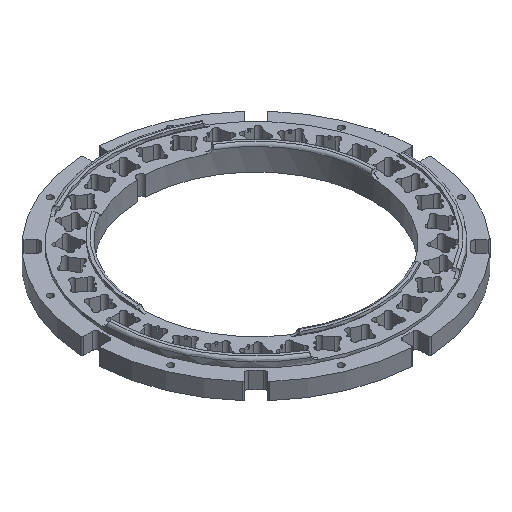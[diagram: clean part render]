
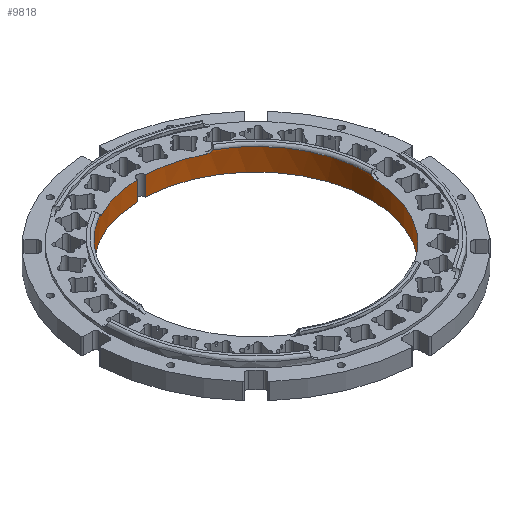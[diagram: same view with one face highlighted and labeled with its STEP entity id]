
A CAD part, isometric view. The second image highlights one B-rep face of the part: STEP entity #9818.
In plain terms, the highlighted cylindrical face has radius 83 mm (diameter 166 mm), a partial arc.
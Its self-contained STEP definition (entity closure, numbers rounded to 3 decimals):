
#38=B_SPLINE_CURVE_WITH_KNOTS('',3,(#14947,#14948,#14949,#14950,#14951,
#14952,#14953,#14954),.UNSPECIFIED.,.F.,.F.,(4,2,2,4),(1.406,
1.508,1.658,1.809),.UNSPECIFIED.);
#42=B_SPLINE_CURVE_WITH_KNOTS('',3,(#14989,#14990,#14991,#14992,#14993,
#14994,#14995,#14996),.UNSPECIFIED.,.F.,.F.,(4,2,2,4),(0.603,
0.754,0.905,1.006),.UNSPECIFIED.);
#58=B_SPLINE_CURVE_WITH_KNOTS('',3,(#15167,#15168,#15169,#15170,#15171,
#15172,#15173,#15174),.UNSPECIFIED.,.F.,.F.,(4,2,2,4),(1.406,
1.508,1.658,1.809),.UNSPECIFIED.);
#62=B_SPLINE_CURVE_WITH_KNOTS('',3,(#15209,#15210,#15211,#15212,#15213,
#15214,#15215,#15216),.UNSPECIFIED.,.F.,.F.,(4,2,2,4),(0.603,
0.754,0.905,1.006),.UNSPECIFIED.);
#78=B_SPLINE_CURVE_WITH_KNOTS('',3,(#15437,#15438,#15439,#15440,#15441,
#15442,#15443,#15444),.UNSPECIFIED.,.F.,.F.,(4,2,2,4),(1.406,
1.508,1.658,1.809),.UNSPECIFIED.);
#82=B_SPLINE_CURVE_WITH_KNOTS('',3,(#15479,#15480,#15481,#15482,#15483,
#15484,#15485,#15486),.UNSPECIFIED.,.F.,.F.,(4,2,2,4),(0.603,
0.754,0.905,1.006),.UNSPECIFIED.);
#887=FACE_OUTER_BOUND('',#1509,.T.);
#1509=EDGE_LOOP('',(#8747,#8748,#8749,#8750,#8751,#8752,#8753,#8754,#8755,
#8756,#8757,#8758,#8759,#8760,#8761,#8762));
#1583=LINE('',#13937,#2420);
#1584=LINE('',#13940,#2421);
#2420=VECTOR('',#10974,10.);
#2421=VECTOR('',#10977,10.);
#3265=CIRCLE('',#9916,83.);
#3267=CIRCLE('',#9918,83.);
#3269=CIRCLE('',#9920,83.);
#3271=CIRCLE('',#9922,83.);
#3518=CIRCLE('',#10170,83.);
#3524=CIRCLE('',#10189,83.);
#3536=CIRCLE('',#10213,83.);
#3549=CIRCLE('',#10242,83.);
#3803=VERTEX_POINT('',#13933);
#3804=VERTEX_POINT('',#13934);
#3805=VERTEX_POINT('',#13936);
#3806=VERTEX_POINT('',#13938);
#3819=VERTEX_POINT('',#13966);
#3822=VERTEX_POINT('',#13972);
#3823=VERTEX_POINT('',#13974);
#3826=VERTEX_POINT('',#13980);
#3827=VERTEX_POINT('',#13982);
#3830=VERTEX_POINT('',#13988);
#4272=VERTEX_POINT('',#14934);
#4276=VERTEX_POINT('',#14988);
#4296=VERTEX_POINT('',#15154);
#4300=VERTEX_POINT('',#15208);
#4321=VERTEX_POINT('',#15424);
#4325=VERTEX_POINT('',#15478);
#4766=EDGE_CURVE('',#3805,#3803,#1583,.T.);
#4768=EDGE_CURVE('',#3804,#3806,#1584,.T.);
#4781=EDGE_CURVE('',#3819,#3805,#3265,.T.);
#4785=EDGE_CURVE('',#3823,#3822,#3267,.T.);
#4789=EDGE_CURVE('',#3827,#3826,#3269,.T.);
#4793=EDGE_CURVE('',#3806,#3830,#3271,.T.);
#5224=EDGE_CURVE('',#3804,#3803,#3518,.T.);
#5237=EDGE_CURVE('',#3830,#4272,#38,.F.);
#5242=EDGE_CURVE('',#3827,#4276,#42,.T.);
#5265=EDGE_CURVE('',#3822,#4296,#58,.F.);
#5270=EDGE_CURVE('',#3819,#4300,#62,.T.);
#5286=EDGE_CURVE('',#4272,#4276,#3524,.T.);
#5298=EDGE_CURVE('',#4296,#4300,#3536,.T.);
#5318=EDGE_CURVE('',#3826,#4321,#78,.F.);
#5323=EDGE_CURVE('',#3823,#4325,#82,.T.);
#5339=EDGE_CURVE('',#4321,#4325,#3549,.T.);
#8747=ORIENTED_EDGE('',*,*,#4768,.T.);
#8748=ORIENTED_EDGE('',*,*,#4793,.T.);
#8749=ORIENTED_EDGE('',*,*,#5237,.T.);
#8750=ORIENTED_EDGE('',*,*,#5286,.T.);
#8751=ORIENTED_EDGE('',*,*,#5242,.F.);
#8752=ORIENTED_EDGE('',*,*,#4789,.T.);
#8753=ORIENTED_EDGE('',*,*,#5318,.T.);
#8754=ORIENTED_EDGE('',*,*,#5339,.T.);
#8755=ORIENTED_EDGE('',*,*,#5323,.F.);
#8756=ORIENTED_EDGE('',*,*,#4785,.T.);
#8757=ORIENTED_EDGE('',*,*,#5265,.T.);
#8758=ORIENTED_EDGE('',*,*,#5298,.T.);
#8759=ORIENTED_EDGE('',*,*,#5270,.F.);
#8760=ORIENTED_EDGE('',*,*,#4781,.T.);
#8761=ORIENTED_EDGE('',*,*,#4766,.T.);
#8762=ORIENTED_EDGE('',*,*,#5224,.F.);
#9327=CYLINDRICAL_SURFACE('',#10864,83.);
#9818=ADVANCED_FACE('',(#887),#9327,.F.);
#9916=AXIS2_PLACEMENT_3D('',#13967,#10998,#10999);
#9918=AXIS2_PLACEMENT_3D('',#13975,#11004,#11005);
#9920=AXIS2_PLACEMENT_3D('',#13983,#11010,#11011);
#9922=AXIS2_PLACEMENT_3D('',#13990,#11016,#11017);
#10170=AXIS2_PLACEMENT_3D('',#14852,#11696,#11697);
#10189=AXIS2_PLACEMENT_3D('',#15303,#11750,#11751);
#10213=AXIS2_PLACEMENT_3D('',#15327,#11798,#11799);
#10242=AXIS2_PLACEMENT_3D('',#15573,#11864,#11865);
#10864=AXIS2_PLACEMENT_3D('',#17093,#13637,#13638);
#10974=DIRECTION('',(0.,0.,-1.));
#10977=DIRECTION('',(0.,0.,1.));
#10998=DIRECTION('center_axis',(0.,0.,1.));
#10999=DIRECTION('ref_axis',(1.,0.,0.));
#11004=DIRECTION('center_axis',(0.,0.,1.));
#11005=DIRECTION('ref_axis',(1.,0.,0.));
#11010=DIRECTION('center_axis',(0.,0.,1.));
#11011=DIRECTION('ref_axis',(1.,0.,0.));
#11016=DIRECTION('center_axis',(0.,0.,1.));
#11017=DIRECTION('ref_axis',(1.,0.,0.));
#11696=DIRECTION('center_axis',(0.,0.,1.));
#11697=DIRECTION('ref_axis',(1.,0.,0.));
#11750=DIRECTION('center_axis',(0.,0.,1.));
#11751=DIRECTION('ref_axis',(-0.5,0.866,0.));
#11798=DIRECTION('center_axis',(0.,0.,1.));
#11799=DIRECTION('ref_axis',(1.,0.,0.));
#11864=DIRECTION('center_axis',(0.,0.,1.));
#11865=DIRECTION('ref_axis',(-0.5,-0.866,0.));
#13637=DIRECTION('center_axis',(0.,0.,1.));
#13638=DIRECTION('ref_axis',(0.,-1.,0.));
#13933=CARTESIAN_POINT('',(3.,82.946,-2.));
#13934=CARTESIAN_POINT('',(-3.,82.946,-2.));
#13936=CARTESIAN_POINT('',(3.,82.946,12.));
#13937=CARTESIAN_POINT('',(3.,82.946,12.));
#13938=CARTESIAN_POINT('',(-3.,82.946,12.));
#13940=CARTESIAN_POINT('',(-3.,82.946,12.));
#13966=CARTESIAN_POINT('',(37.988,73.797,12.));
#13967=CARTESIAN_POINT('Origin',(0.,0.,12.));
#13972=CARTESIAN_POINT('',(82.904,-4.,12.));
#13974=CARTESIAN_POINT('',(44.916,-69.797,12.));
#13975=CARTESIAN_POINT('Origin',(0.,0.,12.));
#13980=CARTESIAN_POINT('',(-44.916,-69.797,12.));
#13982=CARTESIAN_POINT('',(-82.904,-4.,12.));
#13983=CARTESIAN_POINT('Origin',(0.,0.,12.));
#13988=CARTESIAN_POINT('',(-37.988,73.797,12.));
#13990=CARTESIAN_POINT('Origin',(0.,0.,12.));
#14852=CARTESIAN_POINT('Origin',(0.,0.,-2.));
#14934=CARTESIAN_POINT('',(-41.035,72.147,14.));
#14947=CARTESIAN_POINT('Ctrl Pts',(-41.035,72.147,14.));
#14948=CARTESIAN_POINT('Ctrl Pts',(-40.88,72.235,13.691));
#14949=CARTESIAN_POINT('Ctrl Pts',(-40.69,72.342,13.41));
#14950=CARTESIAN_POINT('Ctrl Pts',(-40.171,72.632,12.816));
#14951=CARTESIAN_POINT('Ctrl Pts',(-39.777,72.849,12.508));
#14952=CARTESIAN_POINT('Ctrl Pts',(-38.909,73.317,12.1));
#14953=CARTESIAN_POINT('Ctrl Pts',(-38.434,73.567,12.));
#14954=CARTESIAN_POINT('Ctrl Pts',(-37.988,73.797,12.));
#14988=CARTESIAN_POINT('',(-82.998,-0.536,14.));
#14989=CARTESIAN_POINT('Ctrl Pts',(-82.904,-4.,
12.));
#14990=CARTESIAN_POINT('Ctrl Pts',(-82.928,-3.498,
12.));
#14991=CARTESIAN_POINT('Ctrl Pts',(-82.949,-2.962,
12.1));
#14992=CARTESIAN_POINT('Ctrl Pts',(-82.978,-1.977,
12.508));
#14993=CARTESIAN_POINT('Ctrl Pts',(-82.987,-1.527,12.816));
#14994=CARTESIAN_POINT('Ctrl Pts',(-82.995,-0.933,
13.41));
#14995=CARTESIAN_POINT('Ctrl Pts',(-82.997,-0.714,
13.691));
#14996=CARTESIAN_POINT('Ctrl Pts',(-82.998,-0.536,
14.));
#15154=CARTESIAN_POINT('',(82.998,-0.536,14.));
#15167=CARTESIAN_POINT('Ctrl Pts',(82.998,-0.536,
14.));
#15168=CARTESIAN_POINT('Ctrl Pts',(82.997,-0.714,
13.691));
#15169=CARTESIAN_POINT('Ctrl Pts',(82.995,-0.933,
13.41));
#15170=CARTESIAN_POINT('Ctrl Pts',(82.987,-1.527,12.816));
#15171=CARTESIAN_POINT('Ctrl Pts',(82.978,-1.977,12.508));
#15172=CARTESIAN_POINT('Ctrl Pts',(82.949,-2.962,12.1));
#15173=CARTESIAN_POINT('Ctrl Pts',(82.928,-3.498,12.));
#15174=CARTESIAN_POINT('Ctrl Pts',(82.904,-4.,12.));
#15208=CARTESIAN_POINT('',(41.035,72.147,14.));
#15209=CARTESIAN_POINT('Ctrl Pts',(37.988,73.797,12.));
#15210=CARTESIAN_POINT('Ctrl Pts',(38.434,73.567,12.));
#15211=CARTESIAN_POINT('Ctrl Pts',(38.909,73.317,12.1));
#15212=CARTESIAN_POINT('Ctrl Pts',(39.777,72.849,12.508));
#15213=CARTESIAN_POINT('Ctrl Pts',(40.171,72.632,12.816));
#15214=CARTESIAN_POINT('Ctrl Pts',(40.69,72.342,13.41));
#15215=CARTESIAN_POINT('Ctrl Pts',(40.88,72.235,13.691));
#15216=CARTESIAN_POINT('Ctrl Pts',(41.035,72.147,14.));
#15303=CARTESIAN_POINT('Origin',(0.,0.,
14.));
#15327=CARTESIAN_POINT('Origin',(0.,0.,
14.));
#15424=CARTESIAN_POINT('',(-41.963,-71.611,14.));
#15437=CARTESIAN_POINT('Ctrl Pts',(-41.963,-71.611,
14.));
#15438=CARTESIAN_POINT('Ctrl Pts',(-42.117,-71.52,
13.691));
#15439=CARTESIAN_POINT('Ctrl Pts',(-42.305,-71.409,
13.41));
#15440=CARTESIAN_POINT('Ctrl Pts',(-42.816,-71.105,
12.816));
#15441=CARTESIAN_POINT('Ctrl Pts',(-43.201,-70.873,12.508));
#15442=CARTESIAN_POINT('Ctrl Pts',(-44.04,-70.354,
12.1));
#15443=CARTESIAN_POINT('Ctrl Pts',(-44.493,-70.069,
12.));
#15444=CARTESIAN_POINT('Ctrl Pts',(-44.916,-69.797,
12.));
#15478=CARTESIAN_POINT('',(41.963,-71.611,14.));
#15479=CARTESIAN_POINT('Ctrl Pts',(44.916,-69.797,12.));
#15480=CARTESIAN_POINT('Ctrl Pts',(44.493,-70.069,12.));
#15481=CARTESIAN_POINT('Ctrl Pts',(44.04,-70.354,12.1));
#15482=CARTESIAN_POINT('Ctrl Pts',(43.201,-70.873,12.508));
#15483=CARTESIAN_POINT('Ctrl Pts',(42.816,-71.105,12.816));
#15484=CARTESIAN_POINT('Ctrl Pts',(42.305,-71.409,13.41));
#15485=CARTESIAN_POINT('Ctrl Pts',(42.117,-71.52,13.691));
#15486=CARTESIAN_POINT('Ctrl Pts',(41.963,-71.611,14.));
#15573=CARTESIAN_POINT('Origin',(0.,0.,
14.));
#17093=CARTESIAN_POINT('Origin',(0.,0.,-2.));
